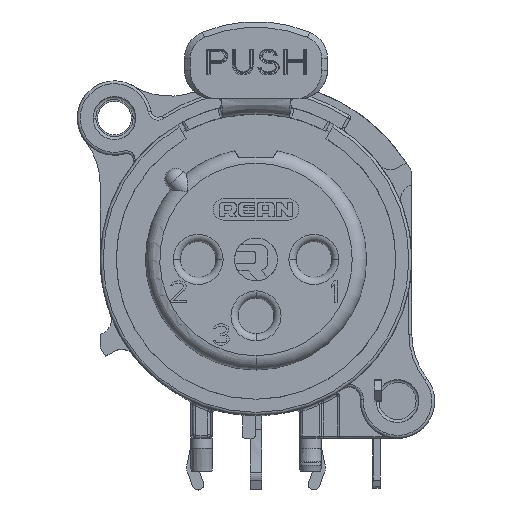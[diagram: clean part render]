
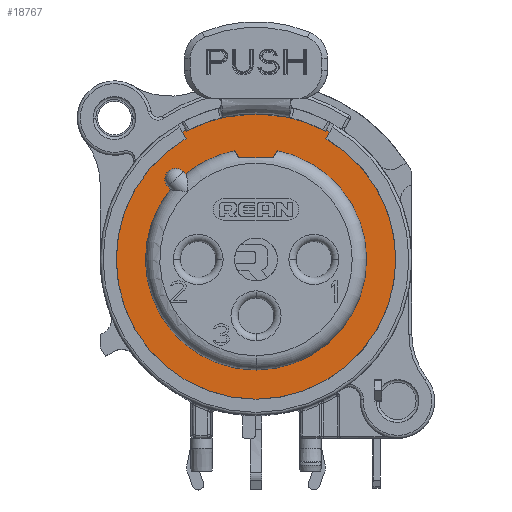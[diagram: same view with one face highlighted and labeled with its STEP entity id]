
A CAD part, top view. The second image highlights one B-rep face of the part: STEP entity #18767.
In plain terms, the highlighted planar face has unit normal (0, 0, 1).
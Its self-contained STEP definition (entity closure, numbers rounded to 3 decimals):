
#49=CARTESIAN_POINT('',(4.885,9.048,7.));
#74=CARTESIAN_POINT('',(0.,0.,7.));
#75=DIRECTION('',(0.,0.,-1.));
#76=DIRECTION('',(-0.475,0.88,0.));
#77=AXIS2_PLACEMENT_3D('',#74,#75,#76);
#79=CARTESIAN_POINT('',(4.846,8.975,7.));
#80=CARTESIAN_POINT('',(4.859,8.999,7.));
#81=CARTESIAN_POINT('',(4.872,9.024,7.));
#82=CARTESIAN_POINT('',(4.885,9.048,7.));
#84=CARTESIAN_POINT('',(0.,0.,7.));
#85=DIRECTION('',(0.,0.,-1.));
#86=DIRECTION('',(0.475,0.88,0.));
#87=AXIS2_PLACEMENT_3D('',#84,#85,#86);
#89=DIRECTION('',(-0.5,-0.866,0.));
#90=VECTOR('',#89,0.506);
#91=CARTESIAN_POINT('',(5.141,8.905,7.));
#92=LINE('',#91,#90);
#93=CARTESIAN_POINT('',(0.,0.,7.));
#94=DIRECTION('',(0.,0.,-1.));
#95=DIRECTION('',(0.5,0.866,0.));
#96=AXIS2_PLACEMENT_3D('',#93,#94,#95);
#98=DIRECTION('',(0.883,-0.469,0.));
#99=VECTOR('',#98,0.178);
#100=CARTESIAN_POINT('',(9.543,-2.123,7.));
#101=LINE('',#100,#99);
#102=CARTESIAN_POINT('',(0.,0.,7.));
#103=DIRECTION('',(0.,0.,-1.));
#104=DIRECTION('',(0.943,-0.332,0.));
#105=AXIS2_PLACEMENT_3D('',#102,#103,#104);
#107=DIRECTION('',(-1.,0.,0.));
#108=VECTOR('',#107,0.095);
#109=CARTESIAN_POINT('',(8.421,-5.9,7.));
#110=LINE('',#109,#108);
#111=CARTESIAN_POINT('',(0.,0.,7.));
#112=DIRECTION('',(0.,0.,-1.));
#113=DIRECTION('',(0.852,-0.524,0.));
#114=AXIS2_PLACEMENT_3D('',#111,#112,#113);
#116=CARTESIAN_POINT('',(0.,0.,7.));
#117=DIRECTION('',(0.,0.,-1.));
#118=DIRECTION('',(0.,-1.,0.));
#119=AXIS2_PLACEMENT_3D('',#116,#117,#118);
#121=DIRECTION('',(-0.5,0.866,0.));
#122=VECTOR('',#121,0.506);
#123=CARTESIAN_POINT('',(-4.888,8.466,7.));
#124=LINE('',#123,#122);
#125=CARTESIAN_POINT('',(0.,0.,7.));
#126=DIRECTION('',(0.,0.,-1.));
#127=DIRECTION('',(-0.5,0.866,0.));
#128=AXIS2_PLACEMENT_3D('',#125,#126,#127);
#130=CARTESIAN_POINT('',(-4.885,9.048,7.));
#131=CARTESIAN_POINT('',(-4.872,9.024,7.));
#132=CARTESIAN_POINT('',(-4.859,8.999,7.));
#133=CARTESIAN_POINT('',(-4.846,8.975,7.));
#135=CARTESIAN_POINT('',(0.,0.,7.));
#136=DIRECTION('',(0.,0.,1.));
#137=DIRECTION('',(-0.772,0.635,0.));
#138=AXIS2_PLACEMENT_3D('',#135,#136,#137);
#140=CARTESIAN_POINT('',(0.,0.,7.));
#141=DIRECTION('',(0.,0.,1.));
#142=DIRECTION('',(0.,-1.,0.));
#143=AXIS2_PLACEMENT_3D('',#140,#141,#142);
#145=CARTESIAN_POINT('',(0.,0.,7.));
#146=DIRECTION('',(0.,0.,1.));
#147=DIRECTION('',(0.338,0.941,0.));
#148=AXIS2_PLACEMENT_3D('',#145,#146,#147);
#150=DIRECTION('',(-0.5,-0.866,0.));
#151=VECTOR('',#150,0.567);
#152=CARTESIAN_POINT('',(1.484,7.591,7.));
#153=LINE('',#152,#151);
#154=DIRECTION('',(-1.,0.,0.));
#155=VECTOR('',#154,2.4);
#156=CARTESIAN_POINT('',(1.2,7.1,7.));
#157=LINE('',#156,#155);
#158=DIRECTION('',(-0.5,0.866,0.));
#159=VECTOR('',#158,0.567);
#160=CARTESIAN_POINT('',(-1.2,7.1,7.));
#161=LINE('',#160,#159);
#162=CARTESIAN_POINT('',(0.,0.,7.));
#163=DIRECTION('',(0.,0.,1.));
#164=DIRECTION('',(-0.192,0.981,0.));
#165=AXIS2_PLACEMENT_3D('',#162,#163,#164);
#167=CARTESIAN_POINT('',(0.,0.,7.));
#168=DIRECTION('',(0.,0.,1.));
#169=DIRECTION('',(-0.338,0.941,0.));
#170=AXIS2_PLACEMENT_3D('',#167,#168,#169);
#172=DIRECTION('',(-0.707,0.707,0.));
#173=VECTOR('',#172,0.251);
#174=CARTESIAN_POINT('',(-4.914,5.974,7.));
#175=LINE('',#174,#173);
#176=CARTESIAN_POINT('',(-5.621,5.621,7.));
#177=DIRECTION('',(0.,0.,1.));
#178=DIRECTION('',(0.707,0.707,0.));
#179=AXIS2_PLACEMENT_3D('',#176,#177,#178);
#181=DIRECTION('',(0.707,-0.707,0.));
#182=VECTOR('',#181,0.251);
#183=CARTESIAN_POINT('',(-6.152,5.091,7.));
#184=LINE('',#183,#182);
#228=CARTESIAN_POINT('',(-4.846,8.975,7.));
#278=CARTESIAN_POINT('',(-4.885,9.048,7.));
#3351=DIRECTION('',(0.,-1.,0.));
#3352=VECTOR('',#3351,0.777);
#3353=CARTESIAN_POINT('',(8.326,-5.123,7.));
#3354=LINE('',#3353,#3352);
#3954=DIRECTION('',(0.,1.,0.));
#3955=VECTOR('',#3954,1.204);
#3956=CARTESIAN_POINT('',(9.7,-3.411,7.));
#3957=LINE('',#3956,#3955);
#15176=CARTESIAN_POINT('',(8.421,-5.9,7.));
#15177=VERTEX_POINT('',#15176);
#15178=CARTESIAN_POINT('',(9.7,-3.411,7.));
#15179=VERTEX_POINT('',#15178);
#15207=CARTESIAN_POINT('',(8.326,-5.9,7.));
#15208=VERTEX_POINT('',#15207);
#16540=VERTEX_POINT('',#49);
#16542=VERTEX_POINT('',#79);
#16552=CARTESIAN_POINT('',(5.141,8.905,7.));
#16553=VERTEX_POINT('',#16552);
#16564=CARTESIAN_POINT('',(4.888,8.466,7.));
#16565=VERTEX_POINT('',#16564);
#16574=CARTESIAN_POINT('',(-5.141,8.905,7.));
#16576=VERTEX_POINT('',#16574);
#16578=CARTESIAN_POINT('',(-4.888,8.466,
7.));
#16579=VERTEX_POINT('',#16578);
#16586=VERTEX_POINT('',#278);
#16595=VERTEX_POINT('',#228);
#17360=CARTESIAN_POINT('',(9.543,-2.123,
7.));
#17361=VERTEX_POINT('',#17360);
#17362=CARTESIAN_POINT('',(9.7,-2.207,7.));
#17363=VERTEX_POINT('',#17362);
#17364=CARTESIAN_POINT('',(8.326,-5.123,7.));
#17365=VERTEX_POINT('',#17364);
#17366=CARTESIAN_POINT('',(0.,-9.776,7.));
#17367=VERTEX_POINT('',#17366);
#17368=CARTESIAN_POINT('',(-5.974,4.914,
7.));
#17369=CARTESIAN_POINT('',(0.,-7.735,7.));
#17370=VERTEX_POINT('',#17368);
#17371=VERTEX_POINT('',#17369);
#17372=CARTESIAN_POINT('',(2.618,7.279,7.));
#17373=VERTEX_POINT('',#17372);
#17374=CARTESIAN_POINT('',(1.484,7.591,7.));
#17375=VERTEX_POINT('',#17374);
#17376=CARTESIAN_POINT('',(1.2,7.1,7.));
#17377=VERTEX_POINT('',#17376);
#17378=CARTESIAN_POINT('',(-1.2,7.1,7.));
#17379=VERTEX_POINT('',#17378);
#17380=CARTESIAN_POINT('',(-1.484,7.591,7.));
#17381=VERTEX_POINT('',#17380);
#17382=CARTESIAN_POINT('',(-2.614,7.28,7.));
#17383=VERTEX_POINT('',#17382);
#17384=CARTESIAN_POINT('',(-4.914,5.974,7.));
#17385=VERTEX_POINT('',#17384);
#17386=CARTESIAN_POINT('',(-5.091,6.152,7.));
#17387=VERTEX_POINT('',#17386);
#17388=CARTESIAN_POINT('',(-6.152,5.091,7.));
#17389=VERTEX_POINT('',#17388);
#18708=CARTESIAN_POINT('',(0.,0.,7.));
#18709=DIRECTION('',(0.,0.,1.));
#18710=DIRECTION('',(1.,0.,0.));
#18711=AXIS2_PLACEMENT_3D('',#18708,#18709,#18710);
#18712=PLANE('',#18711);
#18714=ORIENTED_EDGE('',*,*,#18713,.T.);
#18715=ORIENTED_EDGE('',*,*,#18696,.T.);
#18716=ORIENTED_EDGE('',*,*,#18668,.T.);
#18718=ORIENTED_EDGE('',*,*,#18717,.T.);
#18720=ORIENTED_EDGE('',*,*,#18719,.T.);
#18722=ORIENTED_EDGE('',*,*,#18721,.T.);
#18724=ORIENTED_EDGE('',*,*,#18723,.F.);
#18726=ORIENTED_EDGE('',*,*,#18725,.T.);
#18728=ORIENTED_EDGE('',*,*,#18727,.T.);
#18730=ORIENTED_EDGE('',*,*,#18729,.F.);
#18732=ORIENTED_EDGE('',*,*,#18731,.T.);
#18734=ORIENTED_EDGE('',*,*,#18733,.T.);
#18736=ORIENTED_EDGE('',*,*,#18735,.T.);
#18738=ORIENTED_EDGE('',*,*,#18737,.T.);
#18740=ORIENTED_EDGE('',*,*,#18739,.T.);
#18741=EDGE_LOOP('',(#18714,#18715,#18716,#18718,#18720,#18722,#18724,#18726,
#18728,#18730,#18732,#18734,#18736,#18738,#18740));
#18742=FACE_OUTER_BOUND('',#18741,.F.);
#18744=ORIENTED_EDGE('',*,*,#18743,.T.);
#18746=ORIENTED_EDGE('',*,*,#18745,.T.);
#18748=ORIENTED_EDGE('',*,*,#18747,.T.);
#18750=ORIENTED_EDGE('',*,*,#18749,.T.);
#18752=ORIENTED_EDGE('',*,*,#18751,.T.);
#18754=ORIENTED_EDGE('',*,*,#18753,.T.);
#18756=ORIENTED_EDGE('',*,*,#18755,.T.);
#18758=ORIENTED_EDGE('',*,*,#18757,.T.);
#18760=ORIENTED_EDGE('',*,*,#18759,.T.);
#18762=ORIENTED_EDGE('',*,*,#18761,.T.);
#18764=ORIENTED_EDGE('',*,*,#18763,.T.);
#18765=EDGE_LOOP('',(#18744,#18746,#18748,#18750,#18752,#18754,#18756,#18758,
#18760,#18762,#18764));
#18766=FACE_BOUND('',#18765,.F.);
#18767=ADVANCED_FACE('',(#18742,#18766),#18712,.T.);
#78=CIRCLE('',#77,10.2);
#83=B_SPLINE_CURVE_WITH_KNOTS('',3,(#79,#80,#81,#82),.UNSPECIFIED.,.F.,.F.,(4,
4),(0.,1.),.UNSPECIFIED.);
#88=CIRCLE('',#87,10.282);
#97=CIRCLE('',#96,9.776);
#106=CIRCLE('',#105,10.282);
#115=CIRCLE('',#114,9.776);
#120=CIRCLE('',#119,9.776);
#129=CIRCLE('',#128,10.282);
#134=B_SPLINE_CURVE_WITH_KNOTS('',3,(#130,#131,#132,#133),.UNSPECIFIED.,.F.,.F.,
(4,4),(0.,1.),.UNSPECIFIED.);
#139=CIRCLE('',#138,7.735);
#144=CIRCLE('',#143,7.735);
#149=CIRCLE('',#148,7.735);
#166=CIRCLE('',#165,7.735);
#171=CIRCLE('',#170,7.735);
#180=CIRCLE('',#179,0.75);
#18668=EDGE_CURVE('',#16540,#16553,#88,.T.);
#18696=EDGE_CURVE('',#16542,#16540,#83,.T.);
#18713=EDGE_CURVE('',#16595,#16542,#78,.T.);
#18717=EDGE_CURVE('',#16553,#16565,#92,.T.);
#18719=EDGE_CURVE('',#16565,#17361,#97,.T.);
#18721=EDGE_CURVE('',#17361,#17363,#101,.T.);
#18723=EDGE_CURVE('',#15179,#17363,#3957,.T.);
#18725=EDGE_CURVE('',#15179,#15177,#106,.T.);
#18727=EDGE_CURVE('',#15177,#15208,#110,.T.);
#18729=EDGE_CURVE('',#17365,#15208,#3354,.T.);
#18731=EDGE_CURVE('',#17365,#17367,#115,.T.);
#18733=EDGE_CURVE('',#17367,#16579,#120,.T.);
#18735=EDGE_CURVE('',#16579,#16576,#124,.T.);
#18737=EDGE_CURVE('',#16576,#16586,#129,.T.);
#18739=EDGE_CURVE('',#16586,#16595,#134,.T.);
#18743=EDGE_CURVE('',#17370,#17371,#139,.T.);
#18745=EDGE_CURVE('',#17371,#17373,#144,.T.);
#18747=EDGE_CURVE('',#17373,#17375,#149,.T.);
#18749=EDGE_CURVE('',#17375,#17377,#153,.T.);
#18751=EDGE_CURVE('',#17377,#17379,#157,.T.);
#18753=EDGE_CURVE('',#17379,#17381,#161,.T.);
#18755=EDGE_CURVE('',#17381,#17383,#166,.T.);
#18757=EDGE_CURVE('',#17383,#17385,#171,.T.);
#18759=EDGE_CURVE('',#17385,#17387,#175,.T.);
#18761=EDGE_CURVE('',#17387,#17389,#180,.T.);
#18763=EDGE_CURVE('',#17389,#17370,#184,.T.);
